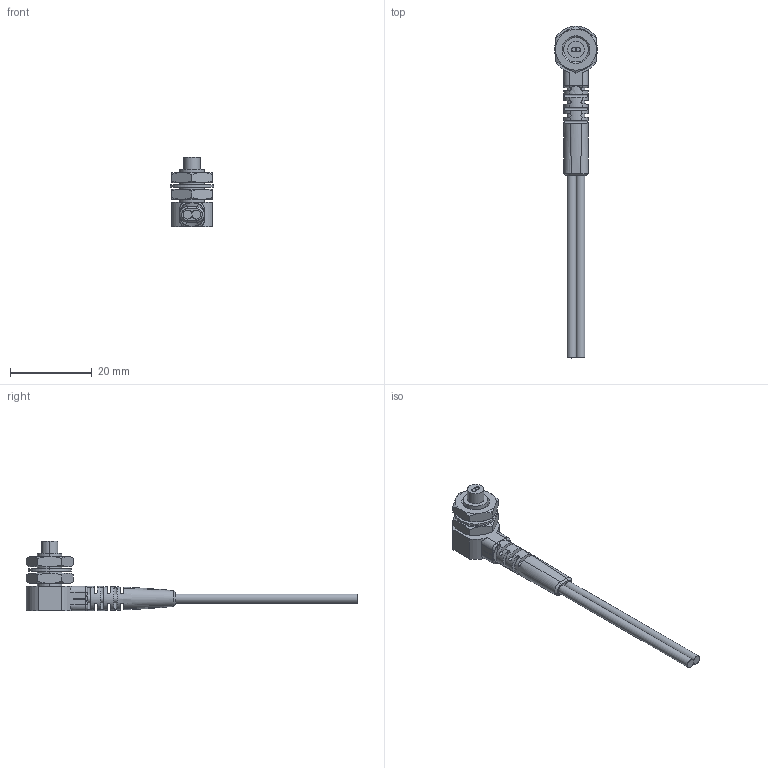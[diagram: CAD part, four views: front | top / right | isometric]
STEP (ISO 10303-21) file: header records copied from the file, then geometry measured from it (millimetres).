
FILE_DESCRIPTION((''),'2;1');
FILE_NAME('178359_ASM','2016-08-08T',('pdmadmin'),(''),'PRO/ENGINEER BY PARAMETRIC TECHNOLOGY CORPORATION, 2016010','PRO/ENGINEER BY PARAMETRIC TECHNOLOGY CORPORATION, 2016010','');
FILE_SCHEMA(('CONFIG_CONTROL_DESIGN'));
Length unit declared in the file: millimetre
Products named in the file (4): 88141; M6_NUT; M6_RIKO_LOCKWASHER; 178359_ASM
Assembly tree (4 placements, depth 2):
  178359_ASM
    88141
    M6_NUT  x2
    M6_RIKO_LOCKWASHER
Bounding box: 10.52 x 81.01 x 17 mm (x, y, z)
Volume: 305.5 mm3; surface area: 2318.8 mm2
Topology: 3 solids, 4 shells, 218 faces, 582 edges, 374 vertices
Faces by surface type: plane 88, cylinder 70, cone 36, bspline 20, torus 4
Entity records: 8133 total; most frequent: CARTESIAN_POINT 3571, ORIENTED_EDGE 1022, DIRECTION 790, EDGE_CURVE 520, VERTEX_POINT 338, AXIS2_PLACEMENT_3D 298, B_SPLINE_CURVE_WITH_KNOTS 206, EDGE_LOOP 200
